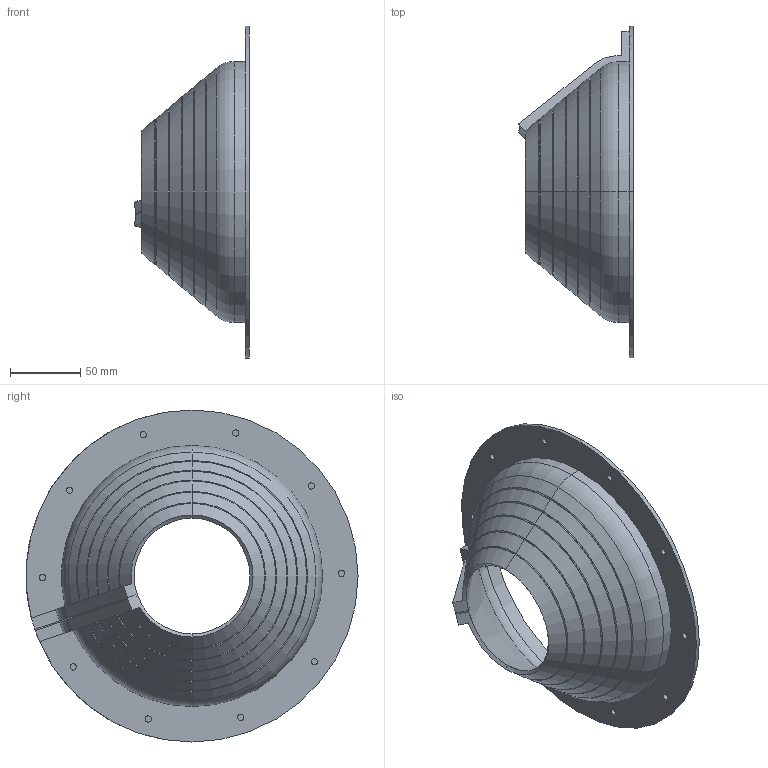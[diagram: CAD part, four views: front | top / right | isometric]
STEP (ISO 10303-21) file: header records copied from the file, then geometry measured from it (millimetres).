
FILE_DESCRIPTION (( 'STEP AP203' ), '1' );
FILE_NAME ('DUMMY-PIPEtite-PT(100-180)-BODY-Retro.STEP', '2012-10-03T00:14:06', ( 'user' ), ( '' ), 'SwSTEP 2.0', 'SolidWorks 2012', '' );
FILE_SCHEMA (( 'CONFIG_CONTROL_DESIGN' ));
Length unit declared in the file: millimetre
Products named in the file (1): DUMMY-PIPEtite-PT(100-180)-BODY-Retro
Bounding box: 81.68 x 236.5 x 236.5 mm (x, y, z)
Volume: 186690.3 mm3; surface area: 125498.9 mm2
Topology: 1 solids, 1 shells, 114 faces, 267 edges, 164 vertices
Faces by surface type: torus 35, cylinder 30, plane 25, cone 22, bspline 2
Entity records: 3534 total; most frequent: CARTESIAN_POINT 811, DIRECTION 593, ORIENTED_EDGE 534, EDGE_CURVE 267, AXIS2_PLACEMENT_3D 254, VERTEX_POINT 164, CIRCLE 141, EDGE_LOOP 125
